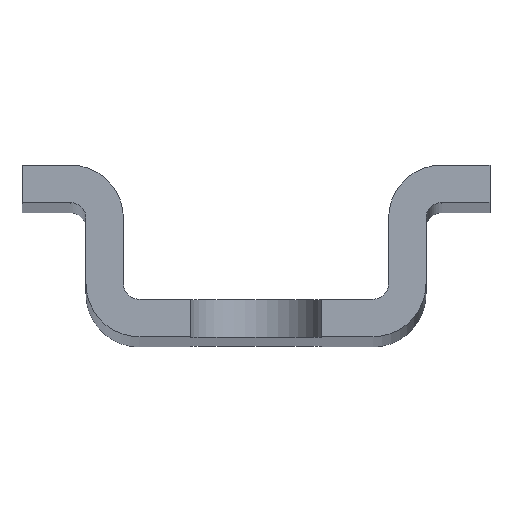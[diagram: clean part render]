
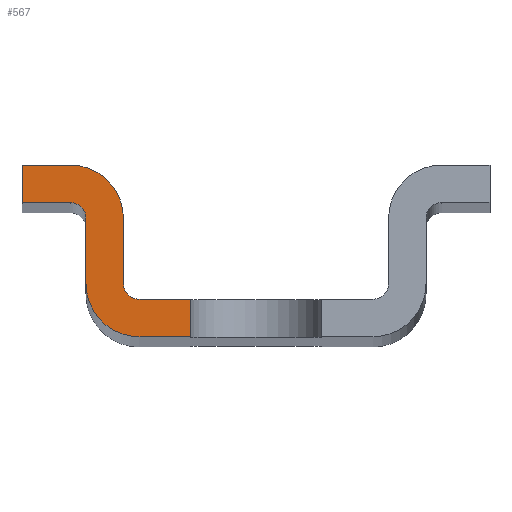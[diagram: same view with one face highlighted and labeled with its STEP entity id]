
A CAD part, top view. The second image highlights one B-rep face of the part: STEP entity #567.
In plain terms, the highlighted planar face has unit normal (0, 0, 1).
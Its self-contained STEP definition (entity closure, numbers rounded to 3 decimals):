
#19=PLANE('',#603);
#41=FACE_OUTER_BOUND('',#71,.T.);
#71=EDGE_LOOP('',(#407,#408,#409,#410,#411,#412,#413,#414,#415,#416,#417,
#418));
#99=LINE('',#824,#163);
#111=LINE('',#854,#175);
#112=LINE('',#858,#176);
#113=LINE('',#862,#177);
#114=LINE('',#864,#178);
#115=LINE('',#866,#179);
#116=LINE('',#870,#180);
#117=LINE('',#873,#181);
#163=VECTOR('',#657,1.2);
#175=VECTOR('',#683,1.65);
#176=VECTOR('',#686,2.1);
#177=VECTOR('',#689,1.55);
#178=VECTOR('',#690,1.2);
#179=VECTOR('',#691,1.55);
#180=VECTOR('',#694,2.1);
#181=VECTOR('',#697,1.65);
#227=CIRCLE('',#604,0.5);
#228=CIRCLE('',#605,1.7);
#229=CIRCLE('',#606,0.5);
#230=CIRCLE('',#607,1.7);
#247=VERTEX_POINT('',#820);
#248=VERTEX_POINT('',#822);
#259=VERTEX_POINT('',#853);
#260=VERTEX_POINT('',#855);
#261=VERTEX_POINT('',#857);
#262=VERTEX_POINT('',#859);
#263=VERTEX_POINT('',#861);
#264=VERTEX_POINT('',#863);
#265=VERTEX_POINT('',#865);
#266=VERTEX_POINT('',#867);
#267=VERTEX_POINT('',#869);
#268=VERTEX_POINT('',#871);
#305=EDGE_CURVE('',#247,#248,#99,.T.);
#319=EDGE_CURVE('',#259,#248,#111,.T.);
#320=EDGE_CURVE('',#260,#259,#227,.T.);
#321=EDGE_CURVE('',#261,#260,#112,.T.);
#322=EDGE_CURVE('',#262,#261,#228,.T.);
#323=EDGE_CURVE('',#263,#262,#113,.T.);
#324=EDGE_CURVE('',#264,#263,#114,.T.);
#325=EDGE_CURVE('',#265,#264,#115,.T.);
#326=EDGE_CURVE('',#266,#265,#229,.T.);
#327=EDGE_CURVE('',#267,#266,#116,.T.);
#328=EDGE_CURVE('',#268,#267,#230,.T.);
#329=EDGE_CURVE('',#247,#268,#117,.T.);
#407=ORIENTED_EDGE('',*,*,#305,.T.);
#408=ORIENTED_EDGE('',*,*,#319,.F.);
#409=ORIENTED_EDGE('',*,*,#320,.F.);
#410=ORIENTED_EDGE('',*,*,#321,.F.);
#411=ORIENTED_EDGE('',*,*,#322,.F.);
#412=ORIENTED_EDGE('',*,*,#323,.F.);
#413=ORIENTED_EDGE('',*,*,#324,.F.);
#414=ORIENTED_EDGE('',*,*,#325,.F.);
#415=ORIENTED_EDGE('',*,*,#326,.F.);
#416=ORIENTED_EDGE('',*,*,#327,.F.);
#417=ORIENTED_EDGE('',*,*,#328,.F.);
#418=ORIENTED_EDGE('',*,*,#329,.F.);
#567=ADVANCED_FACE('',(#41),#19,.T.);
#603=AXIS2_PLACEMENT_3D('',#852,#681,#682);
#604=AXIS2_PLACEMENT_3D('',#856,#684,#685);
#605=AXIS2_PLACEMENT_3D('',#860,#687,#688);
#606=AXIS2_PLACEMENT_3D('',#868,#692,#693);
#607=AXIS2_PLACEMENT_3D('',#872,#695,#696);
#657=DIRECTION('',(0.,1.,0.));
#681=DIRECTION('center_axis',(0.,0.,1.));
#682=DIRECTION('ref_axis',(1.,0.,0.));
#683=DIRECTION('',(1.,0.,0.));
#684=DIRECTION('center_axis',(0.,0.,1.));
#685=DIRECTION('ref_axis',(-0.707,-0.707,0.));
#686=DIRECTION('',(0.,-1.,0.));
#687=DIRECTION('center_axis',(0.,0.,-1.));
#688=DIRECTION('ref_axis',(0.707,0.707,0.));
#689=DIRECTION('',(1.,0.,0.));
#690=DIRECTION('',(0.,1.,0.));
#691=DIRECTION('',(-1.,0.,0.));
#692=DIRECTION('center_axis',(0.,0.,1.));
#693=DIRECTION('ref_axis',(0.707,0.707,0.));
#694=DIRECTION('',(0.,1.,0.));
#695=DIRECTION('center_axis',(0.,0.,-1.));
#696=DIRECTION('ref_axis',(-0.707,-0.707,0.));
#697=DIRECTION('',(-1.,0.,0.));
#820=CARTESIAN_POINT('',(-2.1,0.,94.5));
#822=CARTESIAN_POINT('',(-2.1,1.2,94.5));
#824=CARTESIAN_POINT('',(-2.1,1.836,94.5));
#852=CARTESIAN_POINT('Origin',(0.,2.473,94.5));
#853=CARTESIAN_POINT('',(-3.75,1.2,94.5));
#854=CARTESIAN_POINT('',(4.25,1.2,94.5));
#855=CARTESIAN_POINT('',(-4.25,1.7,94.5));
#856=CARTESIAN_POINT('Origin',(-3.75,1.7,94.5));
#857=CARTESIAN_POINT('',(-4.25,3.8,94.5));
#858=CARTESIAN_POINT('',(-4.25,1.2,94.5));
#859=CARTESIAN_POINT('',(-5.95,5.5,94.5));
#860=CARTESIAN_POINT('Origin',(-5.95,3.8,94.5));
#861=CARTESIAN_POINT('',(-7.5,5.5,94.5));
#862=CARTESIAN_POINT('',(-4.25,5.5,94.5));
#863=CARTESIAN_POINT('',(-7.5,4.3,94.5));
#864=CARTESIAN_POINT('',(-7.5,5.5,94.5));
#865=CARTESIAN_POINT('',(-5.95,4.3,94.5));
#866=CARTESIAN_POINT('',(-7.5,4.3,94.5));
#867=CARTESIAN_POINT('',(-5.45,3.8,94.5));
#868=CARTESIAN_POINT('Origin',(-5.95,3.8,94.5));
#869=CARTESIAN_POINT('',(-5.45,1.7,94.5));
#870=CARTESIAN_POINT('',(-5.45,4.3,94.5));
#871=CARTESIAN_POINT('',(-3.75,0.,94.5));
#872=CARTESIAN_POINT('Origin',(-3.75,1.7,94.5));
#873=CARTESIAN_POINT('',(-5.45,0.,94.5));
